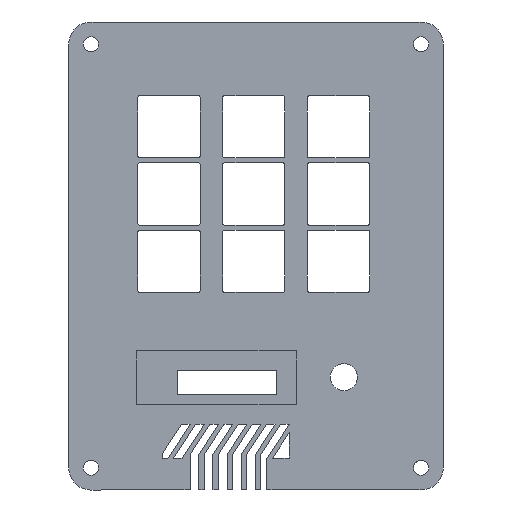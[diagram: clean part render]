
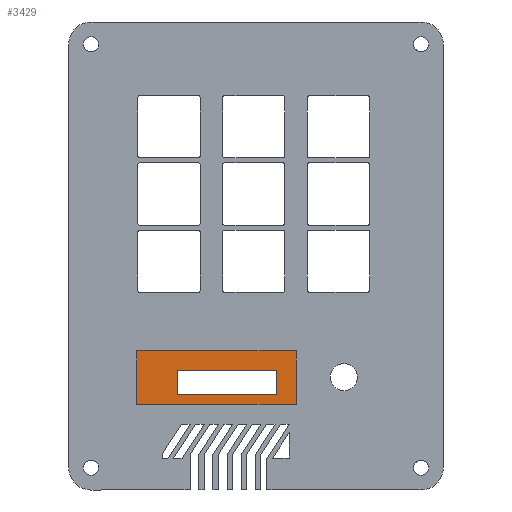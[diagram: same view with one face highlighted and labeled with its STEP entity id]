
A CAD part, front view. The second image highlights one B-rep face of the part: STEP entity #3429.
In plain terms, the highlighted planar face has unit normal (0, -1, 0).
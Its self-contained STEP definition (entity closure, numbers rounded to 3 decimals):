
#64=FACE_BOUND('',#614,.T.);
#410=FACE_OUTER_BOUND('',#613,.T.);
#613=EDGE_LOOP('',(#3128,#3129,#3130,#3131));
#614=EDGE_LOOP('',(#3132,#3133,#3134,#3135));
#969=LINE('',#5720,#1333);
#972=LINE('',#5725,#1336);
#974=LINE('',#5729,#1338);
#975=LINE('',#5730,#1339);
#976=LINE('',#5733,#1340);
#977=LINE('',#5735,#1341);
#978=LINE('',#5737,#1342);
#979=LINE('',#5738,#1343);
#1333=VECTOR('',#4652,10.);
#1336=VECTOR('',#4657,10.);
#1338=VECTOR('',#4661,10.);
#1339=VECTOR('',#4662,10.);
#1340=VECTOR('',#4663,10.);
#1341=VECTOR('',#4664,10.);
#1342=VECTOR('',#4665,10.);
#1343=VECTOR('',#4666,10.);
#1668=VERTEX_POINT('',#5718);
#1669=VERTEX_POINT('',#5719);
#1670=VERTEX_POINT('',#5724);
#1671=VERTEX_POINT('',#5728);
#1672=VERTEX_POINT('',#5731);
#1673=VERTEX_POINT('',#5732);
#1674=VERTEX_POINT('',#5734);
#1675=VERTEX_POINT('',#5736);
#2155=EDGE_CURVE('',#1668,#1669,#969,.T.);
#2158=EDGE_CURVE('',#1669,#1670,#972,.T.);
#2160=EDGE_CURVE('',#1670,#1671,#974,.T.);
#2161=EDGE_CURVE('',#1671,#1668,#975,.T.);
#2162=EDGE_CURVE('',#1672,#1673,#976,.T.);
#2163=EDGE_CURVE('',#1674,#1672,#977,.T.);
#2164=EDGE_CURVE('',#1675,#1674,#978,.T.);
#2165=EDGE_CURVE('',#1673,#1675,#979,.T.);
#3128=ORIENTED_EDGE('',*,*,#2160,.F.);
#3129=ORIENTED_EDGE('',*,*,#2158,.F.);
#3130=ORIENTED_EDGE('',*,*,#2155,.F.);
#3131=ORIENTED_EDGE('',*,*,#2161,.F.);
#3132=ORIENTED_EDGE('',*,*,#2162,.F.);
#3133=ORIENTED_EDGE('',*,*,#2163,.F.);
#3134=ORIENTED_EDGE('',*,*,#2164,.F.);
#3135=ORIENTED_EDGE('',*,*,#2165,.F.);
#3260=PLANE('',#3733);
#3429=ADVANCED_FACE('',(#410,#64),#3260,.F.);
#3733=AXIS2_PLACEMENT_3D('',#5727,#4659,#4660);
#4652=DIRECTION('',(1.,0.,0.));
#4657=DIRECTION('',(0.,0.,-1.));
#4659=DIRECTION('center_axis',(0.,1.,0.));
#4660=DIRECTION('ref_axis',(0.,0.,1.));
#4661=DIRECTION('',(-1.,0.,0.));
#4662=DIRECTION('',(0.,0.,1.));
#4663=DIRECTION('',(-1.,0.,0.));
#4664=DIRECTION('',(0.,0.,1.));
#4665=DIRECTION('',(1.,0.,0.));
#4666=DIRECTION('',(0.,0.,-1.));
#5718=CARTESIAN_POINT('',(2.28,1.,16.29));
#5719=CARTESIAN_POINT('',(38.08,1.,16.29));
#5720=CARTESIAN_POINT('',(4.78,1.,16.29));
#5724=CARTESIAN_POINT('',(38.08,1.,4.29));
#5725=CARTESIAN_POINT('',(38.08,1.,4.29));
#5727=CARTESIAN_POINT('Origin',(22.68,1.,10.29));
#5728=CARTESIAN_POINT('',(2.28,1.,4.29));
#5729=CARTESIAN_POINT('',(7.28,1.,4.29));
#5730=CARTESIAN_POINT('',(2.28,1.,4.29));
#5731=CARTESIAN_POINT('',(33.75,1.,11.974));
#5732=CARTESIAN_POINT('',(11.366,1.,11.974));
#5733=CARTESIAN_POINT('',(17.023,1.,11.974));
#5734=CARTESIAN_POINT('',(33.75,1.,6.39));
#5735=CARTESIAN_POINT('',(33.75,1.,11.132));
#5736=CARTESIAN_POINT('',(11.366,1.,6.39));
#5737=CARTESIAN_POINT('',(28.215,1.,6.39));
#5738=CARTESIAN_POINT('',(11.366,1.,8.34));
